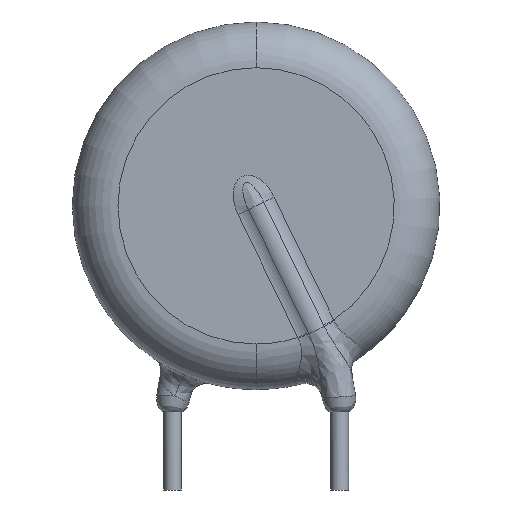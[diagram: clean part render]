
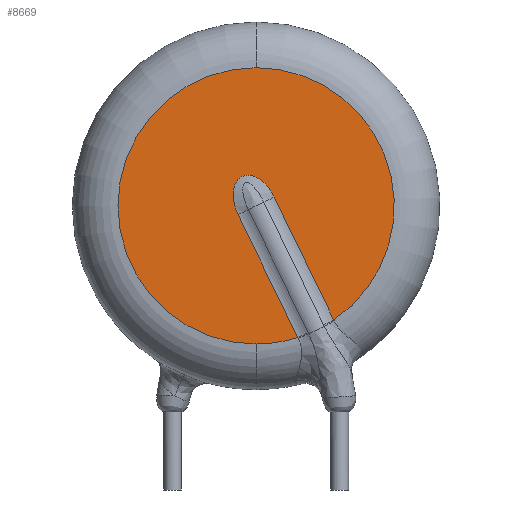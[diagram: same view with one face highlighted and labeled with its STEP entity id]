
A CAD part, front view. The second image highlights one B-rep face of the part: STEP entity #8669.
In plain terms, the highlighted planar face has unit normal (0, -1, 0).
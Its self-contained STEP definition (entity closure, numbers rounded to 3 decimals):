
#21 = EDGE_CURVE ( 'NONE', #4610, #2840, #15846, .T. ) ;
#28 = CARTESIAN_POINT ( 'NONE',  ( -1.023, -2.05, 9.917 ) ) ;
#100 = CARTESIAN_POINT ( 'NONE',  ( -0.482, -2.05, 10.623 ) ) ;
#476 = DIRECTION ( 'NONE',  ( 0., 0., 1. ) ) ;
#709 = DIRECTION ( 'NONE',  ( 0., 1., 0. ) ) ;
#1163 = CARTESIAN_POINT ( 'NONE',  ( 0.473, -2.05, 10.166 ) ) ;
#1174 = VERTEX_POINT ( 'NONE', #13972 ) ;
#1218 = ORIENTED_EDGE ( 'NONE', *, *, #13729, .T. ) ;
#1297 = CARTESIAN_POINT ( 'NONE',  ( 0., -2.05, 9.25 ) ) ;
#1321 = CARTESIAN_POINT ( 'NONE',  ( -0.559, -2.05, 10.604 ) ) ;
#1324 = VECTOR ( 'NONE', #12501, 1000. ) ;
#1376 = DIRECTION ( 'NONE',  ( 0., 1., 0. ) ) ;
#1467 = ORIENTED_EDGE ( 'NONE', *, *, #14022, .F. ) ;
#1623 = DIRECTION ( 'NONE',  ( 0., 1., 0. ) ) ;
#2360 = VERTEX_POINT ( 'NONE', #4986 ) ;
#2392 = CARTESIAN_POINT ( 'NONE',  ( -0.245, -2.05, 10.622 ) ) ;
#2635 = CARTESIAN_POINT ( 'NONE',  ( -0.875, -2.05, 10.365 ) ) ;
#2647 = EDGE_CURVE ( 'NONE', #5849, #2360, #4947, .T. ) ;
#2829 = CARTESIAN_POINT ( 'NONE',  ( 1.868, -2.05, 3.338 ) ) ;
#2840 = VERTEX_POINT ( 'NONE', #9699 ) ;
#3253 = FACE_OUTER_BOUND ( 'NONE', #6497, .T. ) ;
#3822 = DIRECTION ( 'NONE',  ( 0., 1., 0. ) ) ;
#3852 = CARTESIAN_POINT ( 'NONE',  ( 0.661, -2.05, 9.918 ) ) ;
#3940 = B_SPLINE_CURVE_WITH_KNOTS ( 'NONE', 3,
 ( #5160, #10024, #12479, #10108, #13531, #28, #7350, #2635, #12395, #1321, #100, #6377, #2392, #11173, #12306, #4999, #1163, #3852, #14791, #14951 ),
 .UNSPECIFIED., .F., .F.,
 ( 4, 2, 2, 2, 2, 2, 2, 2, 2, 4 ),
 ( 0., 0., 0.001, 0.001, 0.002, 0.002, 0.002, 0.003, 0.003, 0.004 ),
 .UNSPECIFIED. ) ;
#4464 = ORIENTED_EDGE ( 'NONE', *, *, #21, .F. ) ;
#4466 = PLANE ( 'NONE',  #11880 ) ;
#4610 = VERTEX_POINT ( 'NONE', #2829 ) ;
#4947 = LINE ( 'NONE', #12424, #1324 ) ;
#4972 = VECTOR ( 'NONE', #11407, 1000. ) ;
#4986 = CARTESIAN_POINT ( 'NONE',  ( 3.49, -2.05, 4.125 ) ) ;
#4989 = AXIS2_PLACEMENT_3D ( 'NONE', #1297, #1376, #7573 ) ;
#4999 = CARTESIAN_POINT ( 'NONE',  ( 0.364, -2.05, 10.282 ) ) ;
#5160 = CARTESIAN_POINT ( 'NONE',  ( -0.811, -2.05, 8.856 ) ) ;
#5849 = VERTEX_POINT ( 'NONE', #6143 ) ;
#6143 = CARTESIAN_POINT ( 'NONE',  ( 0.811, -2.05, 9.644 ) ) ;
#6272 = CARTESIAN_POINT ( 'NONE',  ( 0., -2.05, 9.25 ) ) ;
#6368 = CARTESIAN_POINT ( 'NONE',  ( -0.811, -2.05, 8.856 ) ) ;
#6377 = CARTESIAN_POINT ( 'NONE',  ( -0.324, -2.05, 10.632 ) ) ;
#6497 = EDGE_LOOP ( 'NONE', ( #4464, #1218, #6655, #14726, #1467, #14378 ) ) ;
#6655 = ORIENTED_EDGE ( 'NONE', *, *, #15878, .T. ) ;
#6795 = LINE ( 'NONE', #6368, #4972 ) ;
#7241 = DIRECTION ( 'NONE',  ( 0., 0., 1. ) ) ;
#7350 = CARTESIAN_POINT ( 'NONE',  ( -0.998, -2.05, 10.076 ) ) ;
#7573 = DIRECTION ( 'NONE',  ( 0., 0., 1. ) ) ;
#8398 = VERTEX_POINT ( 'NONE', #15275 ) ;
#8669 = ADVANCED_FACE ( 'NONE', ( #3253 ), #4466, .F. ) ;
#9193 = CIRCLE ( 'NONE', #12599, 6.2 ) ;
#9347 = EDGE_CURVE ( 'NONE', #2840, #1174, #9193, .T. ) ;
#9485 = CARTESIAN_POINT ( 'NONE',  ( 0., -2.05, 9.25 ) ) ;
#9699 = CARTESIAN_POINT ( 'NONE',  ( 0., -2.05, 3.05 ) ) ;
#10024 = CARTESIAN_POINT ( 'NONE',  ( -0.88, -2.05, 8.998 ) ) ;
#10108 = CARTESIAN_POINT ( 'NONE',  ( -1.007, -2.05, 9.447 ) ) ;
#11173 = CARTESIAN_POINT ( 'NONE',  ( -0.018, -2.05, 10.559 ) ) ;
#11407 = DIRECTION ( 'NONE',  ( -0.437, 0., 0.9 ) ) ;
#11636 = CARTESIAN_POINT ( 'NONE',  ( 0., -2.05, 9.25 ) ) ;
#11880 = AXIS2_PLACEMENT_3D ( 'NONE', #9485, #709, #13015 ) ;
#12306 = CARTESIAN_POINT ( 'NONE',  ( 0.121, -2.05, 10.477 ) ) ;
#12395 = CARTESIAN_POINT ( 'NONE',  ( -0.772, -2.05, 10.496 ) ) ;
#12424 = CARTESIAN_POINT ( 'NONE',  ( 0.811, -2.05, 9.644 ) ) ;
#12479 = CARTESIAN_POINT ( 'NONE',  ( -0.933, -2.05, 9.144 ) ) ;
#12501 = DIRECTION ( 'NONE',  ( 0.437, 0., -0.9 ) ) ;
#12599 = AXIS2_PLACEMENT_3D ( 'NONE', #11636, #1623, #476 ) ;
#13015 = DIRECTION ( 'NONE',  ( 0., 0., 1. ) ) ;
#13035 = CIRCLE ( 'NONE', #4989, 6.2 ) ;
#13531 = CARTESIAN_POINT ( 'NONE',  ( -1.027, -2.05, 9.605 ) ) ;
#13729 = EDGE_CURVE ( 'NONE', #4610, #8398, #6795, .T. ) ;
#13972 = CARTESIAN_POINT ( 'NONE',  ( 0., -2.05, 15.45 ) ) ;
#14022 = EDGE_CURVE ( 'NONE', #1174, #2360, #13035, .T. ) ;
#14280 = AXIS2_PLACEMENT_3D ( 'NONE', #6272, #3822, #7241 ) ;
#14378 = ORIENTED_EDGE ( 'NONE', *, *, #9347, .F. ) ;
#14726 = ORIENTED_EDGE ( 'NONE', *, *, #2647, .T. ) ;
#14791 = CARTESIAN_POINT ( 'NONE',  ( 0.742, -2.05, 9.785 ) ) ;
#14951 = CARTESIAN_POINT ( 'NONE',  ( 0.811, -2.05, 9.644 ) ) ;
#15275 = CARTESIAN_POINT ( 'NONE',  ( -0.811, -2.05, 8.856 ) ) ;
#15846 = CIRCLE ( 'NONE', #14280, 6.2 ) ;
#15878 = EDGE_CURVE ( 'NONE', #8398, #5849, #3940, .T. ) ;
